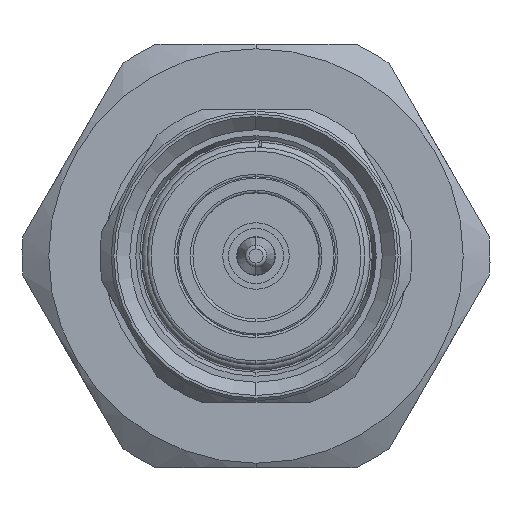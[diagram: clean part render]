
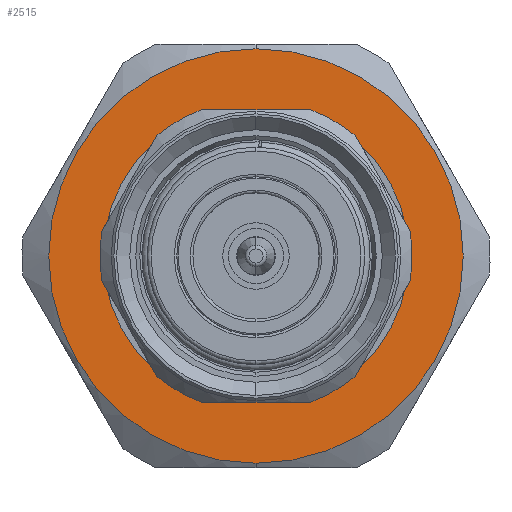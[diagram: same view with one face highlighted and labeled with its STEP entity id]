
A CAD part, left-side view. The second image highlights one B-rep face of the part: STEP entity #2515.
In plain terms, the highlighted face is planar.
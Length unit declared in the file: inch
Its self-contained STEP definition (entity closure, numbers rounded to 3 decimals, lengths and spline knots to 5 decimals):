
#322 = AXIS2_PLACEMENT_3D ( 'NONE', #3551, #8383, #6889 ) ;
#453 = ORIENTED_EDGE ( 'NONE', *, *, #10532, .F. ) ;
#1115 = ORIENTED_EDGE ( 'NONE', *, *, #9488, .F. ) ;
#1164 = EDGE_CURVE ( 'NONE', #8284, #2578, #3303, .T. ) ;
#1432 = CARTESIAN_POINT ( 'NONE',  ( 0.5748, 0., 0. ) ) ;
#1555 = CARTESIAN_POINT ( 'NONE',  ( 0.5748, 0., 0. ) ) ;
#2180 = DIRECTION ( 'NONE',  ( 1., 0., 0. ) ) ;
#2371 = FACE_BOUND ( 'NONE', #3243, .T. ) ;
#2515 = ADVANCED_FACE ( 'NONE', ( #2371, #8794 ), #5597, .T. ) ;
#2578 = VERTEX_POINT ( 'NONE', #6237 ) ;
#2817 = CARTESIAN_POINT ( 'NONE',  ( 0.5748, 0., 0. ) ) ;
#3112 = DIRECTION ( 'NONE',  ( 0., 1., 0. ) ) ;
#3243 = EDGE_LOOP ( 'NONE', ( #453, #1115 ) ) ;
#3303 = CIRCLE ( 'NONE', #5488, 0.61435 ) ;
#3473 = CIRCLE ( 'NONE', #9580, 0.3937 ) ;
#3551 = CARTESIAN_POINT ( 'NONE',  ( 0.5748, 0., 0. ) ) ;
#3648 = DIRECTION ( 'NONE',  ( 0., 0., -1. ) ) ;
#3777 = EDGE_CURVE ( 'NONE', #2578, #8284, #4398, .T. ) ;
#4089 = CARTESIAN_POINT ( 'NONE',  ( 0.5748, 0., -0.3937 ) ) ;
#4192 = EDGE_LOOP ( 'NONE', ( #10468, #7936 ) ) ;
#4371 = CARTESIAN_POINT ( 'NONE',  ( 0.5748, 0., 0.3937 ) ) ;
#4398 = CIRCLE ( 'NONE', #322, 0.61435 ) ;
#4681 = VERTEX_POINT ( 'NONE', #4089 ) ;
#5090 = CARTESIAN_POINT ( 'NONE',  ( 0.5748, 0., 0. ) ) ;
#5193 = AXIS2_PLACEMENT_3D ( 'NONE', #1555, #5392, #3112 ) ;
#5392 = DIRECTION ( 'NONE',  ( 1., 0., 0. ) ) ;
#5488 = AXIS2_PLACEMENT_3D ( 'NONE', #2817, #9295, #8001 ) ;
#5524 = DIRECTION ( 'NONE',  ( 0., 0., -1. ) ) ;
#5597 = PLANE ( 'NONE',  #5193 ) ;
#6237 = CARTESIAN_POINT ( 'NONE',  ( 0.5748, 0., -0.61435 ) ) ;
#6351 = CIRCLE ( 'NONE', #8557, 0.3937 ) ;
#6889 = DIRECTION ( 'NONE',  ( 0., 0., -1. ) ) ;
#7669 = VERTEX_POINT ( 'NONE', #4371 ) ;
#7936 = ORIENTED_EDGE ( 'NONE', *, *, #3777, .F. ) ;
#8001 = DIRECTION ( 'NONE',  ( 0., 0., -1. ) ) ;
#8284 = VERTEX_POINT ( 'NONE', #9166 ) ;
#8326 = DIRECTION ( 'NONE',  ( 1., 0., 0. ) ) ;
#8383 = DIRECTION ( 'NONE',  ( -1., 0., 0. ) ) ;
#8557 = AXIS2_PLACEMENT_3D ( 'NONE', #5090, #8326, #3648 ) ;
#8794 = FACE_OUTER_BOUND ( 'NONE', #4192, .T. ) ;
#9166 = CARTESIAN_POINT ( 'NONE',  ( 0.5748, 0., 0.61435 ) ) ;
#9295 = DIRECTION ( 'NONE',  ( -1., 0., 0. ) ) ;
#9488 = EDGE_CURVE ( 'NONE', #4681, #7669, #6351, .T. ) ;
#9580 = AXIS2_PLACEMENT_3D ( 'NONE', #1432, #2180, #5524 ) ;
#10468 = ORIENTED_EDGE ( 'NONE', *, *, #1164, .F. ) ;
#10532 = EDGE_CURVE ( 'NONE', #7669, #4681, #3473, .T. ) ;
